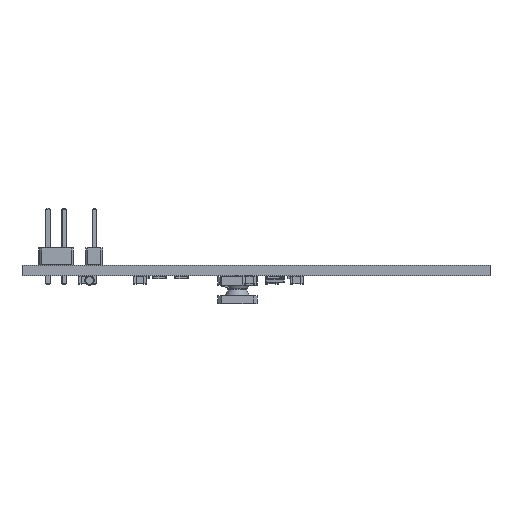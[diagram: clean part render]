
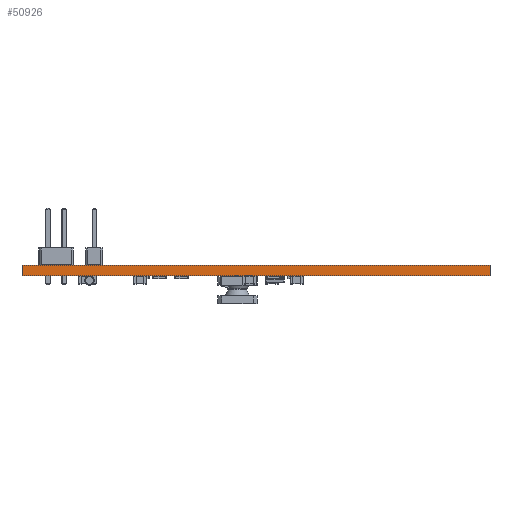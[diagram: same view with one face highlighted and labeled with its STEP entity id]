
A CAD part, left-side view. The second image highlights one B-rep face of the part: STEP entity #50926.
In plain terms, the highlighted planar face has unit normal (-1, 0, 0).
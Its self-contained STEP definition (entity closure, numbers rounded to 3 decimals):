
#50926 = ADVANCED_FACE('',(#50927),#50941,.F.);
#50927 = FACE_BOUND('',#50928,.F.);
#50928 = EDGE_LOOP('',(#50929,#50964,#50992,#51020));
#50929 = ORIENTED_EDGE('',*,*,#50930,.T.);
#50930 = EDGE_CURVE('',#50931,#50933,#50935,.T.);
#50931 = VERTEX_POINT('',#50932);
#50932 = CARTESIAN_POINT('',(-4.98,65.94,0.));
#50933 = VERTEX_POINT('',#50934);
#50934 = CARTESIAN_POINT('',(-4.98,65.94,1.6));
#50935 = SURFACE_CURVE('',#50936,(#50940,#50952),.PCURVE_S1.);
#50936 = LINE('',#50937,#50938);
#50937 = CARTESIAN_POINT('',(-4.98,65.94,0.));
#50938 = VECTOR('',#50939,1.);
#50939 = DIRECTION('',(0.,0.,1.));
#50940 = PCURVE('',#50941,#50946);
#50941 = PLANE('',#50942);
#50942 = AXIS2_PLACEMENT_3D('',#50943,#50944,#50945);
#50943 = CARTESIAN_POINT('',(-4.98,65.94,0.));
#50944 = DIRECTION('',(1.,0.,-0.));
#50945 = DIRECTION('',(0.,-1.,0.));
#50946 = DEFINITIONAL_REPRESENTATION('',(#50947),#50951);
#50947 = LINE('',#50948,#50949);
#50948 = CARTESIAN_POINT('',(0.,0.));
#50949 = VECTOR('',#50950,1.);
#50950 = DIRECTION('',(0.,-1.));
#50951 = ( GEOMETRIC_REPRESENTATION_CONTEXT(2) 
PARAMETRIC_REPRESENTATION_CONTEXT() REPRESENTATION_CONTEXT('2D SPACE',''
  ) );
#50952 = PCURVE('',#50953,#50958);
#50953 = PLANE('',#50954);
#50954 = AXIS2_PLACEMENT_3D('',#50955,#50956,#50957);
#50955 = CARTESIAN_POINT('',(55.78,65.94,0.));
#50956 = DIRECTION('',(0.,-1.,0.));
#50957 = DIRECTION('',(-1.,0.,0.));
#50958 = DEFINITIONAL_REPRESENTATION('',(#50959),#50963);
#50959 = LINE('',#50960,#50961);
#50960 = CARTESIAN_POINT('',(60.76,0.));
#50961 = VECTOR('',#50962,1.);
#50962 = DIRECTION('',(0.,-1.));
#50963 = ( GEOMETRIC_REPRESENTATION_CONTEXT(2) 
PARAMETRIC_REPRESENTATION_CONTEXT() REPRESENTATION_CONTEXT('2D SPACE',''
  ) );
#50964 = ORIENTED_EDGE('',*,*,#50965,.T.);
#50965 = EDGE_CURVE('',#50933,#50966,#50968,.T.);
#50966 = VERTEX_POINT('',#50967);
#50967 = CARTESIAN_POINT('',(-4.98,-4.98,1.6));
#50968 = SURFACE_CURVE('',#50969,(#50973,#50980),.PCURVE_S1.);
#50969 = LINE('',#50970,#50971);
#50970 = CARTESIAN_POINT('',(-4.98,65.94,1.6));
#50971 = VECTOR('',#50972,1.);
#50972 = DIRECTION('',(0.,-1.,0.));
#50973 = PCURVE('',#50941,#50974);
#50974 = DEFINITIONAL_REPRESENTATION('',(#50975),#50979);
#50975 = LINE('',#50976,#50977);
#50976 = CARTESIAN_POINT('',(0.,-1.6));
#50977 = VECTOR('',#50978,1.);
#50978 = DIRECTION('',(1.,0.));
#50979 = ( GEOMETRIC_REPRESENTATION_CONTEXT(2) 
PARAMETRIC_REPRESENTATION_CONTEXT() REPRESENTATION_CONTEXT('2D SPACE',''
  ) );
#50980 = PCURVE('',#50981,#50986);
#50981 = PLANE('',#50982);
#50982 = AXIS2_PLACEMENT_3D('',#50983,#50984,#50985);
#50983 = CARTESIAN_POINT('',(25.4,30.48,1.6));
#50984 = DIRECTION('',(0.,0.,1.));
#50985 = DIRECTION('',(1.,0.,-0.));
#50986 = DEFINITIONAL_REPRESENTATION('',(#50987),#50991);
#50987 = LINE('',#50988,#50989);
#50988 = CARTESIAN_POINT('',(-30.38,35.46));
#50989 = VECTOR('',#50990,1.);
#50990 = DIRECTION('',(0.,-1.));
#50991 = ( GEOMETRIC_REPRESENTATION_CONTEXT(2) 
PARAMETRIC_REPRESENTATION_CONTEXT() REPRESENTATION_CONTEXT('2D SPACE',''
  ) );
#50992 = ORIENTED_EDGE('',*,*,#50993,.F.);
#50993 = EDGE_CURVE('',#50994,#50966,#50996,.T.);
#50994 = VERTEX_POINT('',#50995);
#50995 = CARTESIAN_POINT('',(-4.98,-4.98,0.));
#50996 = SURFACE_CURVE('',#50997,(#51001,#51008),.PCURVE_S1.);
#50997 = LINE('',#50998,#50999);
#50998 = CARTESIAN_POINT('',(-4.98,-4.98,0.));
#50999 = VECTOR('',#51000,1.);
#51000 = DIRECTION('',(0.,0.,1.));
#51001 = PCURVE('',#50941,#51002);
#51002 = DEFINITIONAL_REPRESENTATION('',(#51003),#51007);
#51003 = LINE('',#51004,#51005);
#51004 = CARTESIAN_POINT('',(70.92,0.));
#51005 = VECTOR('',#51006,1.);
#51006 = DIRECTION('',(0.,-1.));
#51007 = ( GEOMETRIC_REPRESENTATION_CONTEXT(2) 
PARAMETRIC_REPRESENTATION_CONTEXT() REPRESENTATION_CONTEXT('2D SPACE',''
  ) );
#51008 = PCURVE('',#51009,#51014);
#51009 = PLANE('',#51010);
#51010 = AXIS2_PLACEMENT_3D('',#51011,#51012,#51013);
#51011 = CARTESIAN_POINT('',(-4.98,-4.98,0.));
#51012 = DIRECTION('',(0.,1.,0.));
#51013 = DIRECTION('',(1.,0.,0.));
#51014 = DEFINITIONAL_REPRESENTATION('',(#51015),#51019);
#51015 = LINE('',#51016,#51017);
#51016 = CARTESIAN_POINT('',(0.,0.));
#51017 = VECTOR('',#51018,1.);
#51018 = DIRECTION('',(0.,-1.));
#51019 = ( GEOMETRIC_REPRESENTATION_CONTEXT(2) 
PARAMETRIC_REPRESENTATION_CONTEXT() REPRESENTATION_CONTEXT('2D SPACE',''
  ) );
#51020 = ORIENTED_EDGE('',*,*,#51021,.F.);
#51021 = EDGE_CURVE('',#50931,#50994,#51022,.T.);
#51022 = SURFACE_CURVE('',#51023,(#51027,#51034),.PCURVE_S1.);
#51023 = LINE('',#51024,#51025);
#51024 = CARTESIAN_POINT('',(-4.98,65.94,0.));
#51025 = VECTOR('',#51026,1.);
#51026 = DIRECTION('',(0.,-1.,0.));
#51027 = PCURVE('',#50941,#51028);
#51028 = DEFINITIONAL_REPRESENTATION('',(#51029),#51033);
#51029 = LINE('',#51030,#51031);
#51030 = CARTESIAN_POINT('',(0.,0.));
#51031 = VECTOR('',#51032,1.);
#51032 = DIRECTION('',(1.,0.));
#51033 = ( GEOMETRIC_REPRESENTATION_CONTEXT(2) 
PARAMETRIC_REPRESENTATION_CONTEXT() REPRESENTATION_CONTEXT('2D SPACE',''
  ) );
#51034 = PCURVE('',#51035,#51040);
#51035 = PLANE('',#51036);
#51036 = AXIS2_PLACEMENT_3D('',#51037,#51038,#51039);
#51037 = CARTESIAN_POINT('',(25.4,30.48,0.));
#51038 = DIRECTION('',(0.,0.,1.));
#51039 = DIRECTION('',(1.,0.,-0.));
#51040 = DEFINITIONAL_REPRESENTATION('',(#51041),#51045);
#51041 = LINE('',#51042,#51043);
#51042 = CARTESIAN_POINT('',(-30.38,35.46));
#51043 = VECTOR('',#51044,1.);
#51044 = DIRECTION('',(0.,-1.));
#51045 = ( GEOMETRIC_REPRESENTATION_CONTEXT(2) 
PARAMETRIC_REPRESENTATION_CONTEXT() REPRESENTATION_CONTEXT('2D SPACE',''
  ) );
